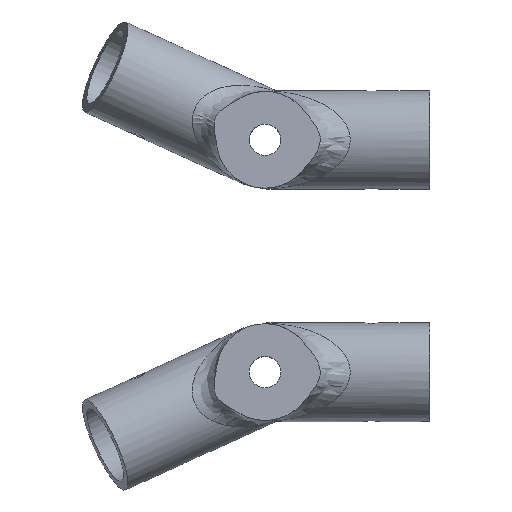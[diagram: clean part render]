
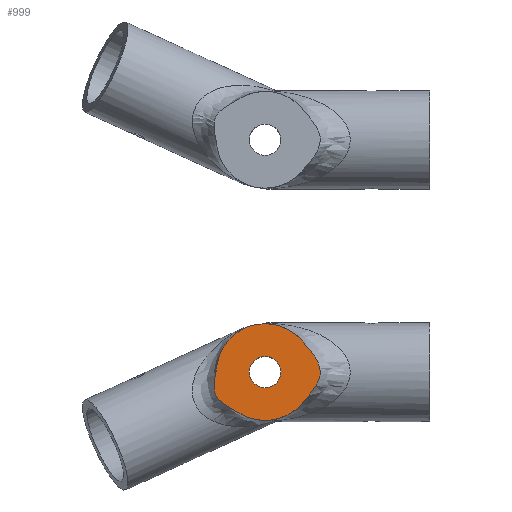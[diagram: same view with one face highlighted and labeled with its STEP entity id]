
A CAD part, top view. The second image highlights one B-rep face of the part: STEP entity #999.
In plain terms, the highlighted planar face has unit normal (0, 0, 1).
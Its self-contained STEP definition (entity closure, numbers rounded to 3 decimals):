
#41=PLANE('',#1097);
#57=FACE_BOUND('',#274,.T.);
#138=B_SPLINE_CURVE_WITH_KNOTS('',3,(#3142,#3143,#3144,#3145,#3146,#3147,
#3148,#3149,#3150,#3151,#3152,#3153,#3154,#3155,#3156,#3157,#3158,#3159,
#3160,#3161,#3162,#3163,#3164,#3165),.UNSPECIFIED.,.F.,.F.,(4,2,2,2,2,2,
2,2,2,2,2,4),(0.,0.229,0.545,0.811,0.897,
0.949,0.995,1.053,1.167,1.319,
1.661,2.009),.UNSPECIFIED.);
#151=B_SPLINE_CURVE_WITH_KNOTS('',3,(#3638,#3639,#3640,#3641,#3642,#3643,
#3644,#3645,#3646,#3647,#3648,#3649,#3650,#3651,#3652,#3653,#3654,#3655,
#3656,#3657,#3658,#3659),.UNSPECIFIED.,.F.,.F.,(4,2,2,2,2,2,2,2,2,2,4),
(0.,0.343,0.845,0.997,1.086,
1.16,1.247,1.395,1.577,1.937,
2.323),.UNSPECIFIED.);
#211=FACE_OUTER_BOUND('',#273,.T.);
#273=EDGE_LOOP('',(#919,#920,#921,#922));
#274=EDGE_LOOP('',(#923));
#347=CIRCLE('',#1065,4.05);
#349=CIRCLE('',#1072,12.5);
#350=CIRCLE('',#1075,12.5);
#414=VERTEX_POINT('',#2696);
#437=VERTEX_POINT('',#3140);
#438=VERTEX_POINT('',#3141);
#444=VERTEX_POINT('',#3275);
#446=VERTEX_POINT('',#3326);
#544=EDGE_CURVE('',#414,#414,#347,.T.);
#572=EDGE_CURVE('',#437,#438,#138,.F.);
#580=EDGE_CURVE('',#438,#444,#349,.T.);
#582=EDGE_CURVE('',#446,#437,#350,.T.);
#590=EDGE_CURVE('',#444,#446,#151,.F.);
#919=ORIENTED_EDGE('',*,*,#582,.T.);
#920=ORIENTED_EDGE('',*,*,#572,.T.);
#921=ORIENTED_EDGE('',*,*,#580,.T.);
#922=ORIENTED_EDGE('',*,*,#590,.T.);
#923=ORIENTED_EDGE('',*,*,#544,.T.);
#999=ADVANCED_FACE('',(#211,#57),#41,.T.);
#1065=AXIS2_PLACEMENT_3D('',#2697,#1193,#1194);
#1072=AXIS2_PLACEMENT_3D('',#3322,#1212,#1213);
#1075=AXIS2_PLACEMENT_3D('',#3327,#1218,#1219);
#1097=AXIS2_PLACEMENT_3D('',#4090,#1271,#1272);
#1193=DIRECTION('center_axis',(0.,0.,-1.));
#1194=DIRECTION('ref_axis',(-1.,0.,0.));
#1212=DIRECTION('center_axis',(0.,0.,1.));
#1213=DIRECTION('ref_axis',(1.,0.,0.));
#1218=DIRECTION('center_axis',(0.,0.,1.));
#1219=DIRECTION('ref_axis',(1.,0.,0.));
#1271=DIRECTION('center_axis',(0.,0.,1.));
#1272=DIRECTION('ref_axis',(1.,0.,0.));
#2696=CARTESIAN_POINT('',(4.05,0.,33.5));
#2697=CARTESIAN_POINT('Origin',(0.,0.,33.5));
#3140=CARTESIAN_POINT('',(-12.317,2.13,33.5));
#3141=CARTESIAN_POINT('',(-6.473,-10.693,33.5));
#3142=CARTESIAN_POINT('Ctrl Pts',(-6.473,-10.693,33.5));
#3143=CARTESIAN_POINT('Ctrl Pts',(-7.128,-10.297,33.5));
#3144=CARTESIAN_POINT('Ctrl Pts',(-7.808,-9.91,33.5));
#3145=CARTESIAN_POINT('Ctrl Pts',(-9.277,-9.059,33.5));
#3146=CARTESIAN_POINT('Ctrl Pts',(-10.068,-8.586,33.5));
#3147=CARTESIAN_POINT('Ctrl Pts',(-11.321,-7.665,33.5));
#3148=CARTESIAN_POINT('Ctrl Pts',(-11.81,-7.226,33.5));
#3149=CARTESIAN_POINT('Ctrl Pts',(-12.321,-6.575,33.5));
#3150=CARTESIAN_POINT('Ctrl Pts',(-12.436,-6.409,33.5));
#3151=CARTESIAN_POINT('Ctrl Pts',(-12.602,-6.13,33.5));
#3152=CARTESIAN_POINT('Ctrl Pts',(-12.66,-6.023,33.5));
#3153=CARTESIAN_POINT('Ctrl Pts',(-12.761,-5.816,33.5));
#3154=CARTESIAN_POINT('Ctrl Pts',(-12.804,-5.717,33.5));
#3155=CARTESIAN_POINT('Ctrl Pts',(-12.895,-5.489,33.5));
#3156=CARTESIAN_POINT('Ctrl Pts',(-12.939,-5.36,33.5));
#3157=CARTESIAN_POINT('Ctrl Pts',(-13.053,-4.971,33.5));
#3158=CARTESIAN_POINT('Ctrl Pts',(-13.105,-4.707,33.5));
#3159=CARTESIAN_POINT('Ctrl Pts',(-13.183,-4.086,33.5));
#3160=CARTESIAN_POINT('Ctrl Pts',(-13.195,-3.728,33.5));
#3161=CARTESIAN_POINT('Ctrl Pts',(-13.164,-2.571,33.5));
#3162=CARTESIAN_POINT('Ctrl Pts',(-13.035,-1.71,33.5));
#3163=CARTESIAN_POINT('Ctrl Pts',(-12.702,0.124,33.5));
#3164=CARTESIAN_POINT('Ctrl Pts',(-12.493,1.114,33.5));
#3165=CARTESIAN_POINT('Ctrl Pts',(-12.317,2.13,33.5));
#3275=CARTESIAN_POINT('',(9.328,-8.321,33.5));
#3322=CARTESIAN_POINT('Origin',(0.,0.,33.5));
#3326=CARTESIAN_POINT('',(9.328,8.321,33.5));
#3327=CARTESIAN_POINT('Origin',(0.,0.,33.5));
#3638=CARTESIAN_POINT('Ctrl Pts',(9.328,8.321,33.5));
#3639=CARTESIAN_POINT('Ctrl Pts',(10.088,7.469,33.5));
#3640=CARTESIAN_POINT('Ctrl Pts',(10.883,6.576,33.5));
#3641=CARTESIAN_POINT('Ctrl Pts',(12.574,4.482,33.5));
#3642=CARTESIAN_POINT('Ctrl Pts',(13.387,3.284,33.5));
#3643=CARTESIAN_POINT('Ctrl Pts',(13.984,1.723,33.5));
#3644=CARTESIAN_POINT('Ctrl Pts',(14.094,1.35,33.5));
#3645=CARTESIAN_POINT('Ctrl Pts',(14.205,0.746,33.5));
#3646=CARTESIAN_POINT('Ctrl Pts',(14.233,0.523,33.5));
#3647=CARTESIAN_POINT('Ctrl Pts',(14.256,0.107,33.5));
#3648=CARTESIAN_POINT('Ctrl Pts',(14.257,-0.083,
33.5));
#3649=CARTESIAN_POINT('Ctrl Pts',(14.235,-0.496,33.5));
#3650=CARTESIAN_POINT('Ctrl Pts',(14.209,-0.716,33.5));
#3651=CARTESIAN_POINT('Ctrl Pts',(14.104,-1.306,33.5));
#3652=CARTESIAN_POINT('Ctrl Pts',(14.001,-1.668,33.5));
#3653=CARTESIAN_POINT('Ctrl Pts',(13.708,-2.457,33.5));
#3654=CARTESIAN_POINT('Ctrl Pts',(13.503,-2.879,33.5));
#3655=CARTESIAN_POINT('Ctrl Pts',(12.826,-4.085,33.5));
#3656=CARTESIAN_POINT('Ctrl Pts',(12.247,-4.884,33.5));
#3657=CARTESIAN_POINT('Ctrl Pts',(10.906,-6.55,33.5));
#3658=CARTESIAN_POINT('Ctrl Pts',(10.099,-7.457,33.5));
#3659=CARTESIAN_POINT('Ctrl Pts',(9.328,-8.321,33.5));
#4090=CARTESIAN_POINT('Origin',(0.,0.,33.5));
